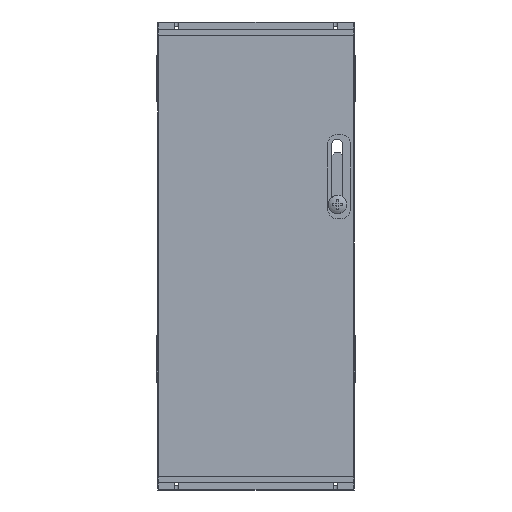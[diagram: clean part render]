
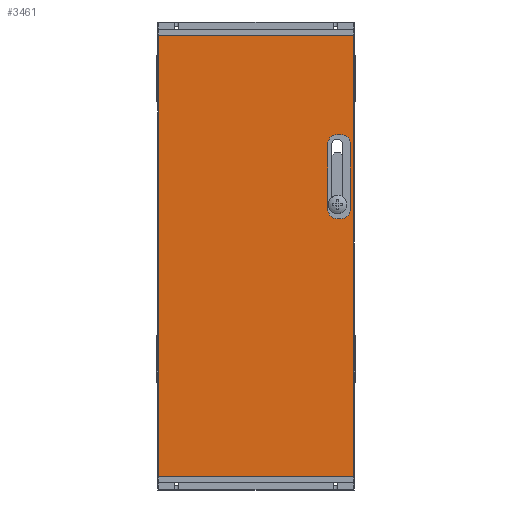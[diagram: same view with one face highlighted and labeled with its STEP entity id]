
A CAD part, front view. The second image highlights one B-rep face of the part: STEP entity #3461.
In plain terms, the highlighted face is planar.
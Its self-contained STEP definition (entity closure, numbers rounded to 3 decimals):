
#225=LINE('',#5114,#686);
#245=LINE('',#5149,#706);
#313=LINE('',#5279,#774);
#314=LINE('',#5284,#775);
#315=LINE('',#5288,#776);
#316=LINE('',#5292,#777);
#317=LINE('',#5295,#778);
#318=LINE('',#5296,#779);
#686=VECTOR('',#4097,1000.);
#706=VECTOR('',#4121,1000.);
#774=VECTOR('',#4229,1000.);
#775=VECTOR('',#4232,1000.);
#776=VECTOR('',#4235,1000.);
#777=VECTOR('',#4238,1000.);
#778=VECTOR('',#4241,1000.);
#779=VECTOR('',#4242,1000.);
#1320=ORIENTED_EDGE('',*,*,#2254,.T.);
#1321=ORIENTED_EDGE('',*,*,#2255,.T.);
#1322=ORIENTED_EDGE('',*,*,#2256,.T.);
#1323=ORIENTED_EDGE('',*,*,#2257,.T.);
#1324=ORIENTED_EDGE('',*,*,#2258,.T.);
#1325=ORIENTED_EDGE('',*,*,#2259,.T.);
#1326=ORIENTED_EDGE('',*,*,#2260,.T.);
#1327=ORIENTED_EDGE('',*,*,#2261,.T.);
#1328=ORIENTED_EDGE('',*,*,#2166,.F.);
#1329=ORIENTED_EDGE('',*,*,#2262,.T.);
#1330=ORIENTED_EDGE('',*,*,#2186,.T.);
#1331=ORIENTED_EDGE('',*,*,#2263,.F.);
#2166=EDGE_CURVE('',#2641,#2642,#225,.T.);
#2186=EDGE_CURVE('',#2655,#2654,#245,.T.);
#2254=EDGE_CURVE('',#2697,#2698,#313,.T.);
#2255=EDGE_CURVE('',#2698,#2699,#2832,.T.);
#2256=EDGE_CURVE('',#2699,#2700,#314,.T.);
#2257=EDGE_CURVE('',#2700,#2701,#2833,.T.);
#2258=EDGE_CURVE('',#2701,#2702,#315,.T.);
#2259=EDGE_CURVE('',#2702,#2703,#2834,.T.);
#2260=EDGE_CURVE('',#2703,#2704,#316,.T.);
#2261=EDGE_CURVE('',#2704,#2697,#2835,.T.);
#2262=EDGE_CURVE('',#2641,#2655,#317,.T.);
#2263=EDGE_CURVE('',#2642,#2654,#318,.T.);
#2641=VERTEX_POINT('',#5113);
#2642=VERTEX_POINT('',#5115);
#2654=VERTEX_POINT('',#5148);
#2655=VERTEX_POINT('',#5150);
#2697=VERTEX_POINT('',#5280);
#2698=VERTEX_POINT('',#5281);
#2699=VERTEX_POINT('',#5283);
#2700=VERTEX_POINT('',#5285);
#2701=VERTEX_POINT('',#5287);
#2702=VERTEX_POINT('',#5289);
#2703=VERTEX_POINT('',#5291);
#2704=VERTEX_POINT('',#5293);
#2832=CIRCLE('',#3689,4.);
#2833=CIRCLE('',#3690,4.);
#2834=CIRCLE('',#3691,4.);
#2835=CIRCLE('',#3692,4.);
#2917=EDGE_LOOP('',(#1320,#1321,#1322,#1323,#1324,#1325,#1326,#1327));
#2918=EDGE_LOOP('',(#1328,#1329,#1330,#1331));
#3108=FACE_BOUND('',#2917,.T.);
#3109=FACE_BOUND('',#2918,.T.);
#3299=PLANE('',#3688);
#3461=ADVANCED_FACE('',(#3108,#3109),#3299,.F.);
#3688=AXIS2_PLACEMENT_3D('',#5278,#4227,#4228);
#3689=AXIS2_PLACEMENT_3D('',#5282,#4230,#4231);
#3690=AXIS2_PLACEMENT_3D('',#5286,#4233,#4234);
#3691=AXIS2_PLACEMENT_3D('',#5290,#4236,#4237);
#3692=AXIS2_PLACEMENT_3D('',#5294,#4239,#4240);
#4097=DIRECTION('',(0.,-1.,0.));
#4121=DIRECTION('',(0.,-1.,0.));
#4227=DIRECTION('',(0.,0.,-1.));
#4228=DIRECTION('',(-1.,0.,0.));
#4229=DIRECTION('',(0.,-1.,0.));
#4230=DIRECTION('',(0.,0.,-1.));
#4231=DIRECTION('',(-1.,0.,0.));
#4232=DIRECTION('',(-1.,0.,0.));
#4233=DIRECTION('',(0.,0.,-1.));
#4234=DIRECTION('',(-1.,0.,0.));
#4235=DIRECTION('',(0.,1.,0.));
#4236=DIRECTION('',(0.,0.,-1.));
#4237=DIRECTION('',(-1.,0.,0.));
#4238=DIRECTION('',(1.,0.,0.));
#4239=DIRECTION('',(0.,0.,-1.));
#4240=DIRECTION('',(-1.,0.,0.));
#4241=DIRECTION('',(-1.,0.,0.));
#4242=DIRECTION('',(-1.,0.,0.));
#5113=CARTESIAN_POINT('',(41.775,194.65,55.));
#5114=CARTESIAN_POINT('',(41.775,210.,55.));
#5115=CARTESIAN_POINT('',(41.775,5.65,55.));
#5148=CARTESIAN_POINT('',(-41.775,5.65,55.));
#5149=CARTESIAN_POINT('',(-41.775,210.,55.));
#5150=CARTESIAN_POINT('',(-41.775,194.65,55.));
#5278=CARTESIAN_POINT('',(42.5,194.65,55.));
#5279=CARTESIAN_POINT('',(40.375,148.15,55.));
#5280=CARTESIAN_POINT('',(40.375,148.15,55.));
#5281=CARTESIAN_POINT('',(40.375,120.15,55.));
#5282=CARTESIAN_POINT('',(36.375,120.15,55.));
#5283=CARTESIAN_POINT('',(36.375,116.15,55.));
#5284=CARTESIAN_POINT('',(36.375,116.15,55.));
#5285=CARTESIAN_POINT('',(34.725,116.15,55.));
#5286=CARTESIAN_POINT('',(34.725,120.15,55.));
#5287=CARTESIAN_POINT('',(30.725,120.15,55.));
#5288=CARTESIAN_POINT('',(30.725,120.15,55.));
#5289=CARTESIAN_POINT('',(30.725,148.15,55.));
#5290=CARTESIAN_POINT('',(34.725,148.15,55.));
#5291=CARTESIAN_POINT('',(34.725,152.15,55.));
#5292=CARTESIAN_POINT('',(34.725,152.15,55.));
#5293=CARTESIAN_POINT('',(36.375,152.15,55.));
#5294=CARTESIAN_POINT('',(36.375,148.15,55.));
#5295=CARTESIAN_POINT('',(42.5,194.65,55.));
#5296=CARTESIAN_POINT('',(42.5,5.65,55.));
